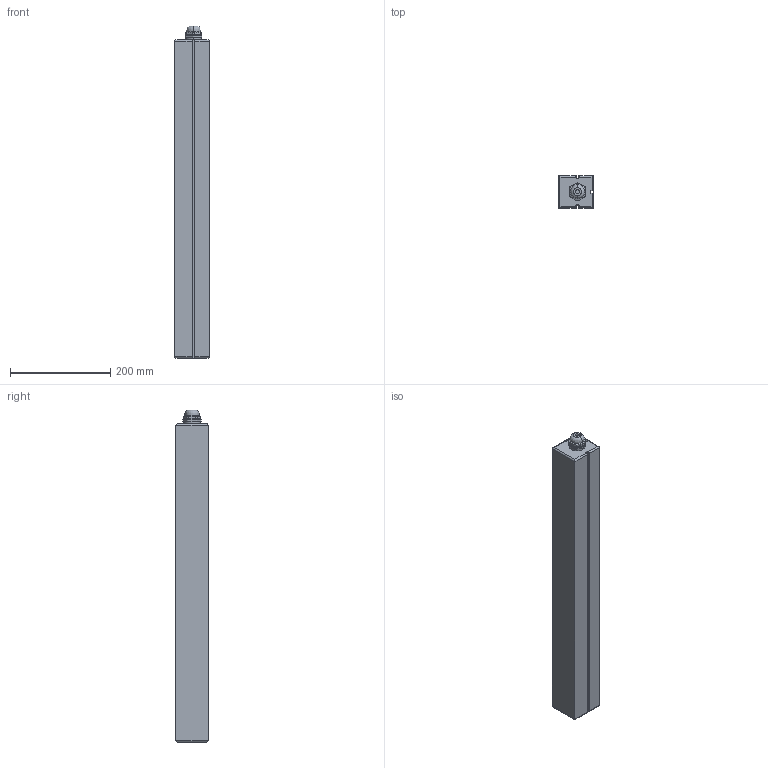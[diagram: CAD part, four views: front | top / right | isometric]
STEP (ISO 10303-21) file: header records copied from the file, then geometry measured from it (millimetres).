
FILE_DESCRIPTION((''),'2;1');
FILE_NAME('SLPC8_M_F300133A','2006-01-03T',('Pepperl+Fuchs'),('Industriehansa'),'PRO/ENGINEER BY PARAMETRIC TECHNOLOGY CORPORATION, 2005290','PRO/ENGINEER BY PARAMETRIC TECHNOLOGY CORPORATION, 2005290','');
FILE_SCHEMA(('AUTOMOTIVE_DESIGN_CC2 { 1 2 10303 214 -1 1 5 2 }'));
Length unit declared in the file: millimetre
Products named in the file (1): SLPC8_M_F300133A
Bounding box: 70 x 64 x 663.71 mm (x, y, z)
Volume: 2799218.9 mm3; surface area: 214145.6 mm2
Topology: 1 solids, 1 shells, 100 faces, 273 edges, 183 vertices
Faces by surface type: plane 64, cylinder 32, cone 2, revolution 2
Entity records: 4562 total; most frequent: CARTESIAN_POINT 663, ORIENTED_EDGE 532, DIRECTION 529, PRESENTATION_STYLE_ASSIGNMENT 314, STYLED_ITEM 279, CURVE_STYLE 277, EDGE_CURVE 266, VECTOR 185
